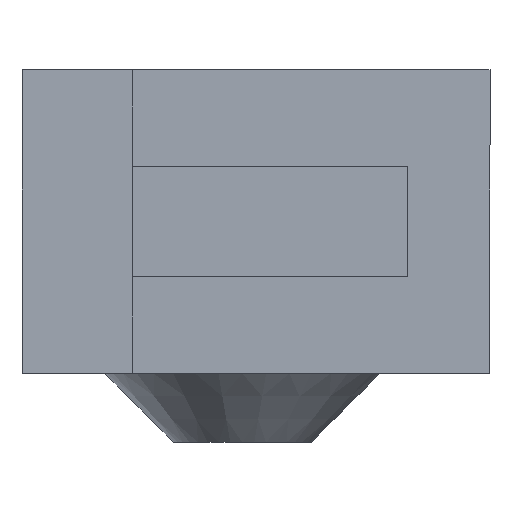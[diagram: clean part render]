
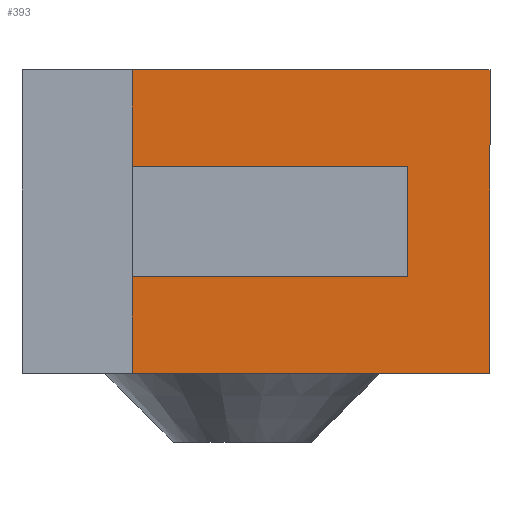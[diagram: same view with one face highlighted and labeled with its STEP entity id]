
A CAD part, left-side view. The second image highlights one B-rep face of the part: STEP entity #393.
In plain terms, the highlighted planar face has unit normal (-1, 0, 0).
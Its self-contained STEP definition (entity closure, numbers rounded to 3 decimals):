
#2 = ORIENTED_EDGE ( 'NONE', *, *, #582, .T. ) ;
#27 = EDGE_LOOP ( 'NONE', ( #434, #336, #303, #287, #391, #2, #588, #180 ) ) ;
#58 = CARTESIAN_POINT ( 'NONE',  ( 25., 10., 3.518 ) ) ;
#98 = CARTESIAN_POINT ( 'NONE',  ( 25., 14., -7.518 ) ) ;
#99 = CARTESIAN_POINT ( 'NONE',  ( 25., 10., -7.518 ) ) ;
#104 = VECTOR ( 'NONE', #239, 1000. ) ;
#116 = CARTESIAN_POINT ( 'NONE',  ( 25., 10., 0. ) ) ;
#161 = CARTESIAN_POINT ( 'NONE',  ( 25., 10., -7.518 ) ) ;
#179 = AXIS2_PLACEMENT_3D ( 'NONE', #200, #566, #198 ) ;
#180 = ORIENTED_EDGE ( 'NONE', *, *, #549, .T. ) ;
#190 = VECTOR ( 'NONE', #611, 1000. ) ;
#191 = CARTESIAN_POINT ( 'NONE',  ( 25., 0., 0. ) ) ;
#198 = DIRECTION ( 'NONE',  ( 0., 0., -1. ) ) ;
#200 = CARTESIAN_POINT ( 'NONE',  ( 25., 0., 0. ) ) ;
#228 = LINE ( 'NONE', #618, #401 ) ;
#230 = VECTOR ( 'NONE', #605, 1000. ) ;
#237 = VERTEX_POINT ( 'NONE', #430 ) ;
#239 = DIRECTION ( 'NONE',  ( 0., 0., -1. ) ) ;
#241 = LINE ( 'NONE', #289, #619 ) ;
#247 = PLANE ( 'NONE',  #179 ) ;
#248 = EDGE_CURVE ( 'NONE', #237, #465, #634, .T. ) ;
#252 = VECTOR ( 'NONE', #667, 1000. ) ;
#254 = VERTEX_POINT ( 'NONE', #116 ) ;
#287 = ORIENTED_EDGE ( 'NONE', *, *, #351, .F. ) ;
#289 = CARTESIAN_POINT ( 'NONE',  ( 25., 0., -4. ) ) ;
#293 = VERTEX_POINT ( 'NONE', #161 ) ;
#303 = ORIENTED_EDGE ( 'NONE', *, *, #248, .F. ) ;
#305 = DIRECTION ( 'NONE',  ( 0., -1., 0. ) ) ;
#322 = VERTEX_POINT ( 'NONE', #58 ) ;
#336 = ORIENTED_EDGE ( 'NONE', *, *, #481, .F. ) ;
#344 = DIRECTION ( 'NONE',  ( 0., 1., 0. ) ) ;
#349 = FACE_OUTER_BOUND ( 'NONE', #27, .T. ) ;
#351 = EDGE_CURVE ( 'NONE', #322, #237, #488, .T. ) ;
#374 = EDGE_CURVE ( 'NONE', #293, #661, #228, .T. ) ;
#391 = ORIENTED_EDGE ( 'NONE', *, *, #433, .F. ) ;
#393 = ADVANCED_FACE ( 'NONE', ( #349 ), #247, .F. ) ;
#401 = VECTOR ( 'NONE', #411, 1000. ) ;
#411 = DIRECTION ( 'NONE',  ( 0., 0., 1. ) ) ;
#430 = CARTESIAN_POINT ( 'NONE',  ( 25., -3., 3.518 ) ) ;
#433 = EDGE_CURVE ( 'NONE', #254, #322, #656, .T. ) ;
#434 = ORIENTED_EDGE ( 'NONE', *, *, #374, .F. ) ;
#453 = CARTESIAN_POINT ( 'NONE',  ( 25., 0., 0. ) ) ;
#455 = VECTOR ( 'NONE', #305, 1000. ) ;
#465 = VERTEX_POINT ( 'NONE', #510 ) ;
#478 = CARTESIAN_POINT ( 'NONE',  ( 25., -3., 3.518 ) ) ;
#481 = EDGE_CURVE ( 'NONE', #465, #293, #519, .T. ) ;
#484 = LINE ( 'NONE', #453, #104 ) ;
#488 = LINE ( 'NONE', #623, #455 ) ;
#503 = CARTESIAN_POINT ( 'NONE',  ( 25., 0., 0. ) ) ;
#510 = CARTESIAN_POINT ( 'NONE',  ( 25., -3., -7.518 ) ) ;
#514 = VERTEX_POINT ( 'NONE', #609 ) ;
#519 = LINE ( 'NONE', #98, #190 ) ;
#549 = EDGE_CURVE ( 'NONE', #514, #661, #241, .T. ) ;
#551 = CARTESIAN_POINT ( 'NONE',  ( 25., 10., -4. ) ) ;
#566 = DIRECTION ( 'NONE',  ( 1., 0., 0. ) ) ;
#567 = EDGE_CURVE ( 'NONE', #593, #514, #484, .T. ) ;
#582 = EDGE_CURVE ( 'NONE', #254, #593, #635, .T. ) ;
#588 = ORIENTED_EDGE ( 'NONE', *, *, #567, .T. ) ;
#593 = VERTEX_POINT ( 'NONE', #503 ) ;
#605 = DIRECTION ( 'NONE',  ( 0., -1., 0. ) ) ;
#609 = CARTESIAN_POINT ( 'NONE',  ( 25., 0., -4. ) ) ;
#611 = DIRECTION ( 'NONE',  ( 0., 1., 0. ) ) ;
#613 = VECTOR ( 'NONE', #631, 1000. ) ;
#618 = CARTESIAN_POINT ( 'NONE',  ( 25., 10., -7.518 ) ) ;
#619 = VECTOR ( 'NONE', #344, 1000. ) ;
#623 = CARTESIAN_POINT ( 'NONE',  ( 25., 14., 3.518 ) ) ;
#631 = DIRECTION ( 'NONE',  ( 0., 0., -1. ) ) ;
#634 = LINE ( 'NONE', #478, #613 ) ;
#635 = LINE ( 'NONE', #191, #230 ) ;
#656 = LINE ( 'NONE', #99, #252 ) ;
#661 = VERTEX_POINT ( 'NONE', #551 ) ;
#667 = DIRECTION ( 'NONE',  ( 0., 0., 1. ) ) ;
